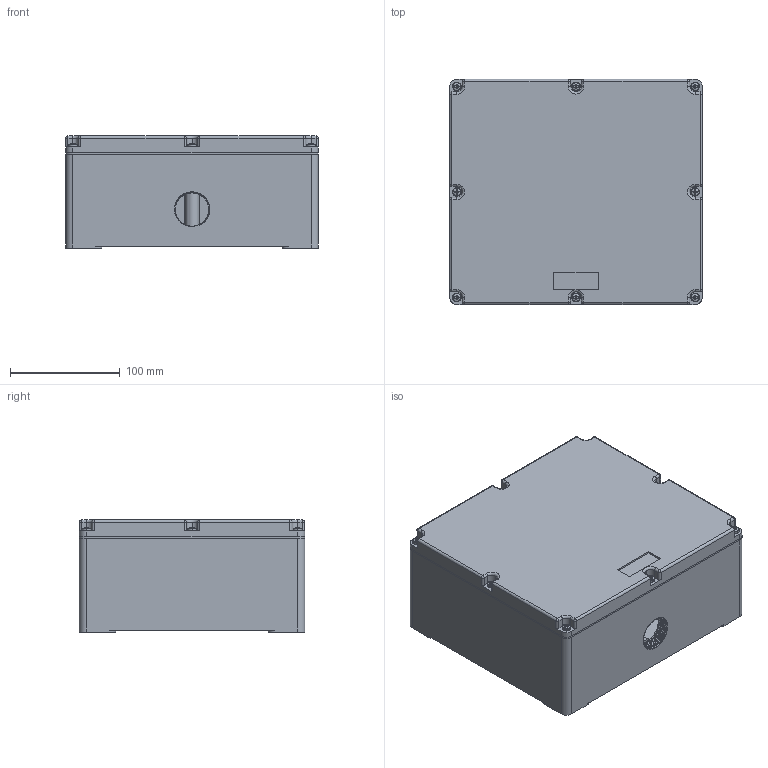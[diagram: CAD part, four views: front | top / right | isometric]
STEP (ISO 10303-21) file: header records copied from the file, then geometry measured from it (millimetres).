
FILE_DESCRIPTION(('Creo Elements/Direct Modeling STEP Export'),'2;1');
FILE_NAME('0ln7uvk43sk84vm844','2016-07-25T 8:32:39',(''),(''),'PTC Creo Elements/Direct Modeling STEP processor for AP214 (Solid Model)','PTC Creo Elements/Direct Modeling 19.0B 21-Mar-2015 (C) Parametric Technology GmbH','');
FILE_SCHEMA(('AUTOMOTIVE_DESIGN { 1 0 10303 214 1 1 1 1 }'));
Length unit declared in the file: millimetre
Products named in the file (3): BOX; COVER; AM_2320
Assembly tree (2 placements, depth 2):
  AM_2320
    COVER
    BOX
Bounding box: 230.02 x 205.02 x 102 mm (x, y, z)
Volume: 743809.1 mm3; surface area: 391187.8 mm2
Topology: 2 solids, 4 shells, 1301 faces, 3484 edges, 2276 vertices
Faces by surface type: plane 925, cylinder 298, sphere 36, torus 28, cone 8, bspline 6
Entity records: 51885 total; most frequent: CARTESIAN_POINT 20090, ORIENTED_EDGE 6936, DIRECTION 6138, EDGE_CURVE 3468, VECTOR 2484, LINE 2484, VERTEX_POINT 2276, AXIS2_PLACEMENT_3D 1827
